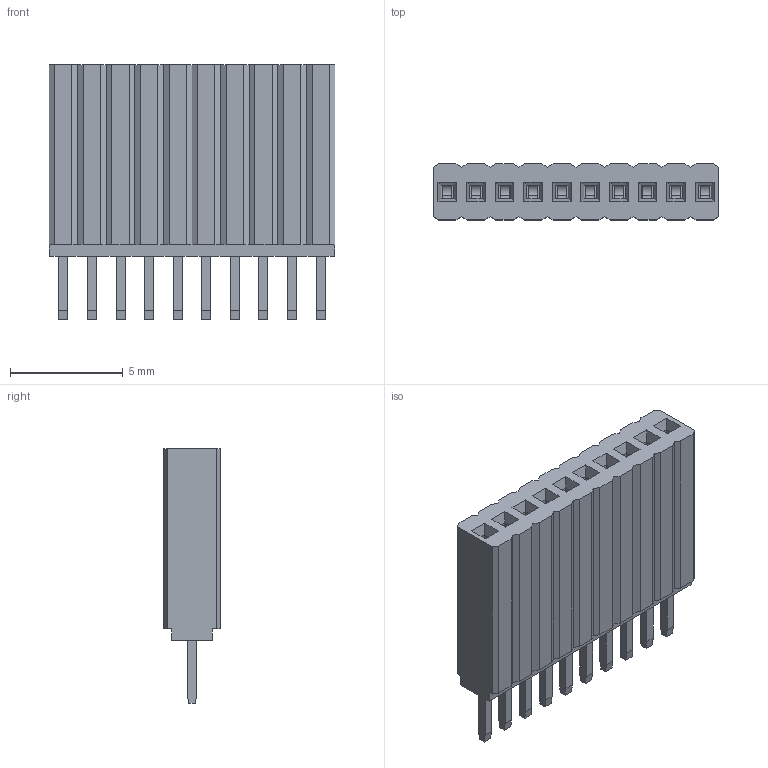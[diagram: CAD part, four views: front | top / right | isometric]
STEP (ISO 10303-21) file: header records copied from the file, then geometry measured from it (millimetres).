
FILE_DESCRIPTION( ('This file contains a STEP AP42 implementation' ,'as created by ZW3D STEP Interface translator.') ,'2;1' );
FILE_NAME( '2385-1XXSXXXYNX1.stp' ,'23 411.105631', (''), ('ZWCAD Software Co.'), 'Version 1.0', 'ZW3D to STEP translator', '' );
FILE_SCHEMA(('AUTOMOTIVE_DESIGN { 1 0 10303 214 1 1 1 1 }'));
Length unit declared in the file: millimetre
Products named in the file (2): 0; 2385-120SXXXYNX1
Bounding box: 12.7 x 2.5 x 11.3 mm (x, y, z)
Volume: 217.7 mm3; surface area: 966.8 mm2
Topology: 1 solids, 1 shells, 618 faces, 1898 edges, 1252 vertices
Faces by surface type: plane 448, cylinder 150, bspline 20
Entity records: 27850 total; most frequent: CARTESIAN_POINT 13479, ORIENTED_EDGE 3836, EDGE_CURVE 1898, B_SPLINE_CURVE_WITH_KNOTS 1682, DIRECTION 1414, VERTEX_POINT 1252, EDGE_LOOP 688, FACE_OUTER_BOUND 618
